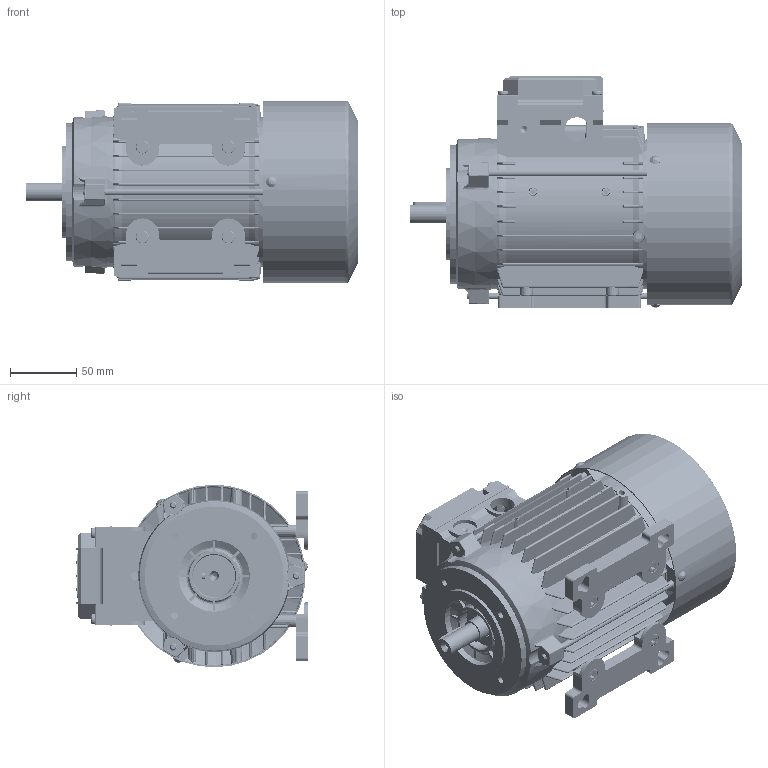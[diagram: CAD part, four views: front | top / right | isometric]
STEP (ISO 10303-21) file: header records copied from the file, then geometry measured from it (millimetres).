
FILE_DESCRIPTION (( 'STEP AP214' ), '1' );
FILE_NAME ('16SV.STEP', '2024-04-23T21:34:04', ( '' ), ( '' ), 'SwSTEP 2.0', 'SolidWorks 2021', '' );
FILE_SCHEMA (( 'AUTOMOTIVE_DESIGN' ));
Length unit declared in the file: inch
Products named in the file (1): 16SV
Bounding box: 251 x 175.5 x 137.96 mm (x, y, z)
Volume: 576484.3 mm3; surface area: 444334.3 mm2
Topology: 27 solids, 27 shells, 3702 faces, 10148 edges, 6451 vertices
Faces by surface type: cylinder 1479, plane 1133, bspline 824, cone 266
Entity records: 161157 total; most frequent: CARTESIAN_POINT 75794, ORIENTED_EDGE 20036, DIRECTION 15215, EDGE_CURVE 10018, VERTEX_POINT 6451, AXIS2_PLACEMENT_3D 5603, EDGE_LOOP 4021, VECTOR 4009
